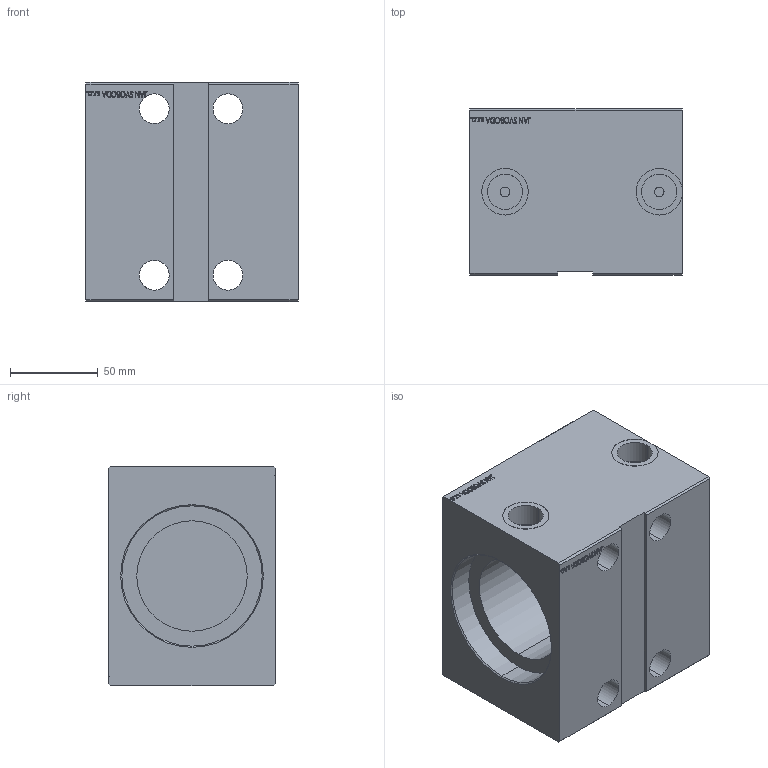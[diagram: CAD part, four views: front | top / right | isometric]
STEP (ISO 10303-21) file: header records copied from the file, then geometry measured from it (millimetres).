
FILE_DESCRIPTION (( 'STEP AP203' ), '1' );
FILE_NAME ('b7a1.STEP', '2024-02-11T20:30:30', ( '' ), ( '' ), 'SwSTEP 2.0', 'SolidWorks 2019', '' );
FILE_SCHEMA (( 'CONFIG_CONTROL_DESIGN' ));
Length unit declared in the file: millimetre
Products named in the file (1): b7a1
Bounding box: 121 x 95 x 125 mm (x, y, z)
Volume: 997308.3 mm3; surface area: 118243.3 mm2
Topology: 1 solids, 1 shells, 804 faces, 2092 edges, 1394 vertices
Faces by surface type: plane 393, bspline 380, cylinder 29, cone 2
Entity records: 42053 total; most frequent: CARTESIAN_POINT 24767, ORIENTED_EDGE 4184, DIRECTION 2246, EDGE_CURVE 2092, VERTEX_POINT 1394, VECTOR 1268, LINE 1268, EDGE_LOOP 916
